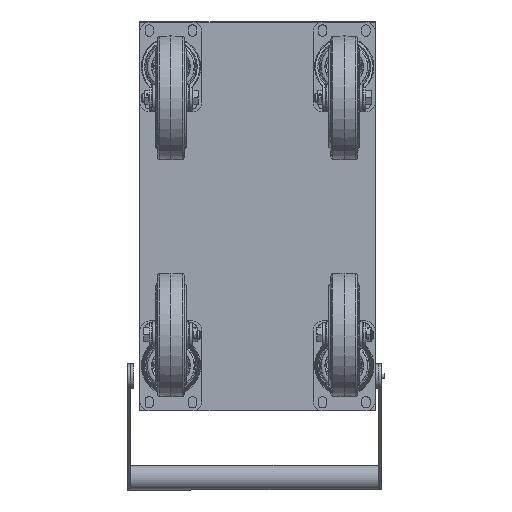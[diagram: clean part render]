
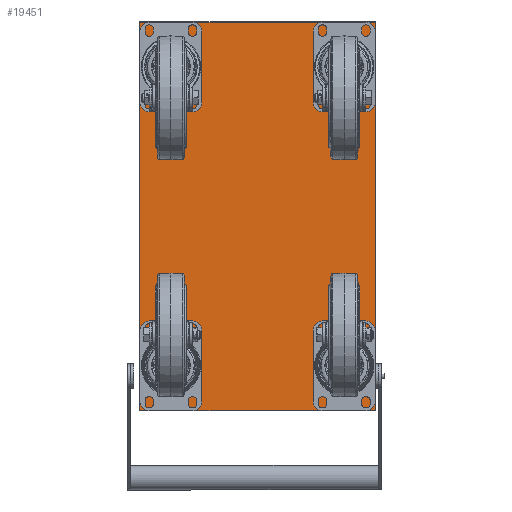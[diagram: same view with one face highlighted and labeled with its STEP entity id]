
A CAD part, front view. The second image highlights one B-rep face of the part: STEP entity #19451.
In plain terms, the highlighted planar face has unit normal (0, -1, 0).
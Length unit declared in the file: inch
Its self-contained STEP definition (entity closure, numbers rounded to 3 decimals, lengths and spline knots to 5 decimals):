
#1722=FACE_OUTER_BOUND('',#2840,.T.);
#2840=EDGE_LOOP('',(#14520,#14521,#14522,#14523));
#4888=LINE('',#31043,#6645);
#4889=LINE('',#31045,#6646);
#4890=LINE('',#31047,#6647);
#4891=LINE('',#31048,#6648);
#6645=VECTOR('',#22847,0.3937);
#6646=VECTOR('',#22848,0.3937);
#6647=VECTOR('',#22849,0.3937);
#6648=VECTOR('',#22850,0.3937);
#8450=VERTEX_POINT('',#31041);
#8451=VERTEX_POINT('',#31042);
#8452=VERTEX_POINT('',#31044);
#8453=VERTEX_POINT('',#31046);
#10701=EDGE_CURVE('',#8450,#8451,#4888,.T.);
#10702=EDGE_CURVE('',#8450,#8452,#4889,.T.);
#10703=EDGE_CURVE('',#8452,#8453,#4890,.T.);
#10704=EDGE_CURVE('',#8451,#8453,#4891,.T.);
#14520=ORIENTED_EDGE('',*,*,#10701,.F.);
#14521=ORIENTED_EDGE('',*,*,#10702,.T.);
#14522=ORIENTED_EDGE('',*,*,#10703,.T.);
#14523=ORIENTED_EDGE('',*,*,#10704,.F.);
#18710=PLANE('',#20759);
#19451=ADVANCED_FACE('',(#1722),#18710,.T.);
#20759=AXIS2_PLACEMENT_3D('',#31040,#22845,#22846);
#22845=DIRECTION('center_axis',(0.,-1.,0.));
#22846=DIRECTION('ref_axis',(1.,0.,0.));
#22847=DIRECTION('',(0.,0.,1.));
#22848=DIRECTION('',(1.,0.,0.));
#22849=DIRECTION('',(0.,0.,1.));
#22850=DIRECTION('',(1.,0.,0.));
#31040=CARTESIAN_POINT('Origin',(0.,0.,0.));
#31041=CARTESIAN_POINT('',(0.,0.,0.));
#31042=CARTESIAN_POINT('',(0.,0.,15.7));
#31043=CARTESIAN_POINT('',(0.,0.,0.));
#31044=CARTESIAN_POINT('',(9.5,0.,0.));
#31045=CARTESIAN_POINT('',(0.,0.,0.));
#31046=CARTESIAN_POINT('',(9.5,0.,15.7));
#31047=CARTESIAN_POINT('',(9.5,0.,0.));
#31048=CARTESIAN_POINT('',(0.,0.,15.7));
